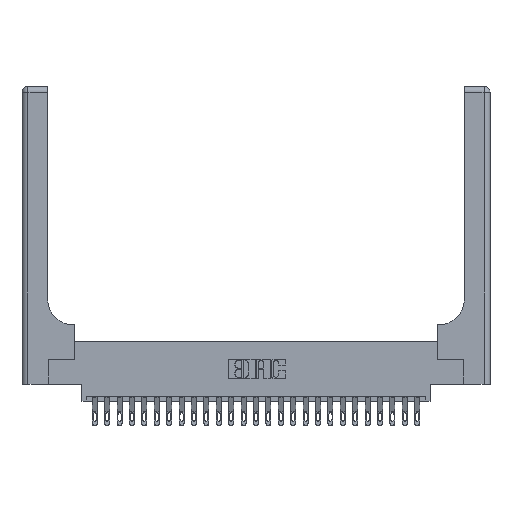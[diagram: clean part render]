
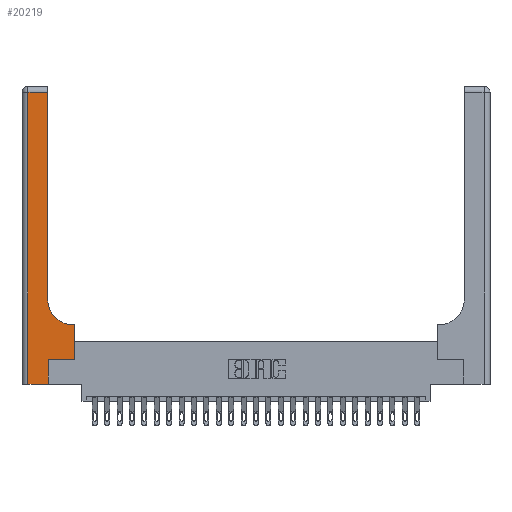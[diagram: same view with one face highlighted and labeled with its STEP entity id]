
A CAD part, top view. The second image highlights one B-rep face of the part: STEP entity #20219.
In plain terms, the highlighted planar face has unit normal (0, 0, 1).
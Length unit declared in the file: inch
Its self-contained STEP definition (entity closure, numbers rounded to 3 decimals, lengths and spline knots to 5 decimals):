
#271 = ORIENTED_EDGE ( 'NONE', *, *, #11844, .T. ) ;
#338 = VECTOR ( 'NONE', #3265, 39.37008 ) ;
#570 = CARTESIAN_POINT ( 'NONE',  ( 0.528, 0.25, 0.37 ) ) ;
#1105 = LINE ( 'NONE', #5183, #10943 ) ;
#1199 = ORIENTED_EDGE ( 'NONE', *, *, #14278, .T. ) ;
#1406 = CARTESIAN_POINT ( 'NONE',  ( 0.06, 3., 0.37 ) ) ;
#2368 = EDGE_CURVE ( 'NONE', #19910, #22206, #16563, .T. ) ;
#3096 = AXIS2_PLACEMENT_3D ( 'NONE', #18498, #6779, #20429 ) ;
#3265 = DIRECTION ( 'NONE',  ( 1., 0., 0. ) ) ;
#3389 = DIRECTION ( 'NONE',  ( 0., -1., 0. ) ) ;
#3607 = CARTESIAN_POINT ( 'NONE',  ( 0., 3., 0.37 ) ) ;
#3651 = DIRECTION ( 'NONE',  ( 0., 1., 0. ) ) ;
#5183 = CARTESIAN_POINT ( 'NONE',  ( 0.265, 0.25, 0.37 ) ) ;
#5493 = LINE ( 'NONE', #15368, #15346 ) ;
#5599 = DIRECTION ( 'NONE',  ( -1., 0., 0. ) ) ;
#5884 = CARTESIAN_POINT ( 'NONE',  ( 0., 2.94, 0.37 ) ) ;
#6214 = ORIENTED_EDGE ( 'NONE', *, *, #22197, .T. ) ;
#6356 = FACE_OUTER_BOUND ( 'NONE', #11157, .T. ) ;
#6391 = ORIENTED_EDGE ( 'NONE', *, *, #7233, .T. ) ;
#6434 = CARTESIAN_POINT ( 'NONE',  ( 0.265, 0., 0.37 ) ) ;
#6650 = VECTOR ( 'NONE', #12250, 39.37008 ) ;
#6779 = DIRECTION ( 'NONE',  ( 0., 0., -1. ) ) ;
#7172 = DIRECTION ( 'NONE',  ( 1., 0., 0. ) ) ;
#7205 = CARTESIAN_POINT ( 'NONE',  ( 0.265, 0., 0.37 ) ) ;
#7233 = EDGE_CURVE ( 'NONE', #23133, #13641, #16039, .T. ) ;
#7729 = CARTESIAN_POINT ( 'NONE',  ( 0.26, 0.6, 0.37 ) ) ;
#7815 = ORIENTED_EDGE ( 'NONE', *, *, #23139, .T. ) ;
#8140 = VERTEX_POINT ( 'NONE', #12066 ) ;
#8422 = CARTESIAN_POINT ( 'NONE',  ( 0.26, 0.85, 0.37 ) ) ;
#8605 = EDGE_CURVE ( 'NONE', #23233, #19910, #15363, .T. ) ;
#8934 = CARTESIAN_POINT ( 'NONE',  ( 0.528, 0.25, 0.37 ) ) ;
#9314 = VECTOR ( 'NONE', #21501, 39.37008 ) ;
#9507 = VECTOR ( 'NONE', #17469, 39.37008 ) ;
#10943 = VECTOR ( 'NONE', #7172, 39.37008 ) ;
#11157 = EDGE_LOOP ( 'NONE', ( #271, #7815, #22964, #6391, #18942, #1199, #6214, #19361, #22221 ) ) ;
#11844 = EDGE_CURVE ( 'NONE', #22206, #12807, #5493, .T. ) ;
#11953 = VERTEX_POINT ( 'NONE', #21518 ) ;
#12066 = CARTESIAN_POINT ( 'NONE',  ( 0.06, 2.94, 0.37 ) ) ;
#12146 = LINE ( 'NONE', #1406, #21892 ) ;
#12250 = DIRECTION ( 'NONE',  ( 0., 1., 0. ) ) ;
#12807 = VERTEX_POINT ( 'NONE', #24107 ) ;
#13641 = VERTEX_POINT ( 'NONE', #7205 ) ;
#14278 = EDGE_CURVE ( 'NONE', #11953, #18928, #1105, .T. ) ;
#14349 = DIRECTION ( 'NONE',  ( 0., 1., 0. ) ) ;
#14562 = LINE ( 'NONE', #5884, #9314 ) ;
#15346 = VECTOR ( 'NONE', #3651, 39.37008 ) ;
#15363 = LINE ( 'NONE', #7729, #9507 ) ;
#15368 = CARTESIAN_POINT ( 'NONE',  ( 0.26, 3., 0.37 ) ) ;
#15923 = CARTESIAN_POINT ( 'NONE',  ( 0.528, 0.6, 0.37 ) ) ;
#16039 = LINE ( 'NONE', #16985, #338 ) ;
#16433 = LINE ( 'NONE', #570, #20356 ) ;
#16563 = CIRCLE ( 'NONE', #3096, 0.25 ) ;
#16985 = CARTESIAN_POINT ( 'NONE',  ( 0., 0., 0.37 ) ) ;
#17056 = LINE ( 'NONE', #6434, #6650 ) ;
#17328 = DIRECTION ( 'NONE',  ( 0., 0., -1. ) ) ;
#17469 = DIRECTION ( 'NONE',  ( -1., 0., 0. ) ) ;
#18498 = CARTESIAN_POINT ( 'NONE',  ( 0.51, 0.85, 0.37 ) ) ;
#18928 = VERTEX_POINT ( 'NONE', #8934 ) ;
#18942 = ORIENTED_EDGE ( 'NONE', *, *, #24353, .T. ) ;
#19361 = ORIENTED_EDGE ( 'NONE', *, *, #8605, .T. ) ;
#19552 = CARTESIAN_POINT ( 'NONE',  ( 0.06, 0., 0.37 ) ) ;
#19910 = VERTEX_POINT ( 'NONE', #19981 ) ;
#19981 = CARTESIAN_POINT ( 'NONE',  ( 0.51, 0.6, 0.37 ) ) ;
#20219 = ADVANCED_FACE ( 'NONE', ( #6356 ), #22998, .F. ) ;
#20356 = VECTOR ( 'NONE', #14349, 39.37008 ) ;
#20429 = DIRECTION ( 'NONE',  ( 1., 0., 0. ) ) ;
#21501 = DIRECTION ( 'NONE',  ( -1., 0., 0. ) ) ;
#21518 = CARTESIAN_POINT ( 'NONE',  ( 0.265, 0.25, 0.37 ) ) ;
#21892 = VECTOR ( 'NONE', #3389, 39.37008 ) ;
#22197 = EDGE_CURVE ( 'NONE', #18928, #23233, #16433, .T. ) ;
#22206 = VERTEX_POINT ( 'NONE', #8422 ) ;
#22221 = ORIENTED_EDGE ( 'NONE', *, *, #2368, .T. ) ;
#22964 = ORIENTED_EDGE ( 'NONE', *, *, #24615, .T. ) ;
#22998 = PLANE ( 'NONE',  #24611 ) ;
#23133 = VERTEX_POINT ( 'NONE', #19552 ) ;
#23139 = EDGE_CURVE ( 'NONE', #12807, #8140, #14562, .T. ) ;
#23233 = VERTEX_POINT ( 'NONE', #15923 ) ;
#24107 = CARTESIAN_POINT ( 'NONE',  ( 0.26, 2.94, 0.37 ) ) ;
#24353 = EDGE_CURVE ( 'NONE', #13641, #11953, #17056, .T. ) ;
#24611 = AXIS2_PLACEMENT_3D ( 'NONE', #3607, #17328, #5599 ) ;
#24615 = EDGE_CURVE ( 'NONE', #8140, #23133, #12146, .T. ) ;
